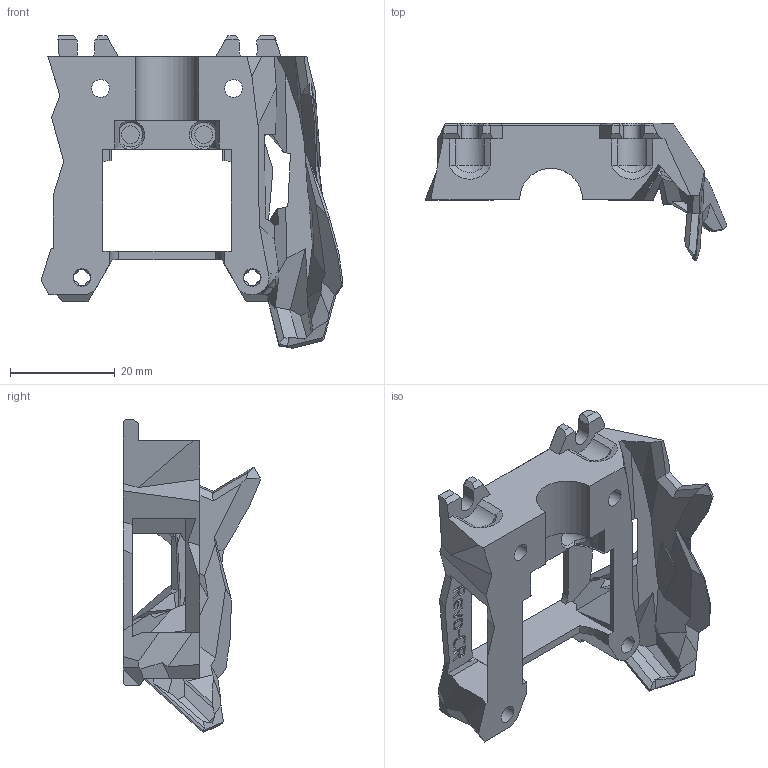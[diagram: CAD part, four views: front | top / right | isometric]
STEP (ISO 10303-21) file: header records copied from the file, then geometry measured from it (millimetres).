
FILE_DESCRIPTION(/* description */ (''),/* implementation_level */ '2;1');
FILE_NAME(/* name */ 'SB Revo-CR TH Rear CW1.step',/* time_stamp */ '2022-08-31T19:08:54+01:00',/* author */ (''),/* organization */ (''),/* preprocessor_version */ 'ST-DEVELOPER v19',/* originating_system */ 'Autodesk Translation Framework v11.7.0.108',/* authorisation */ '');
FILE_SCHEMA (('AUTOMOTIVE_DESIGN { 1 0 10303 214 3 1 1 }'));
Length unit declared in the file: millimetre
Products named in the file (1): SB Revo-CR TH Rear CW1
Bounding box: 57.65 x 26.26 x 59.7 mm (x, y, z)
Volume: 14211.4 mm3; surface area: 9681.6 mm2
Topology: 1 solids, 1 shells, 625 faces, 1829 edges, 1190 vertices
Faces by surface type: plane 460, bspline 80, cylinder 67, cone 18
Full cylindrical faces by diameter (mm): 3.4 x8, 4.7 x2, 6 x2
Entity records: 22092 total; most frequent: CARTESIAN_POINT 5992, ORIENTED_EDGE 3658, DIRECTION 2860, EDGE_CURVE 1829, LINE 1422, VECTOR 1422, VERTEX_POINT 1190, AXIS2_PLACEMENT_3D 719
